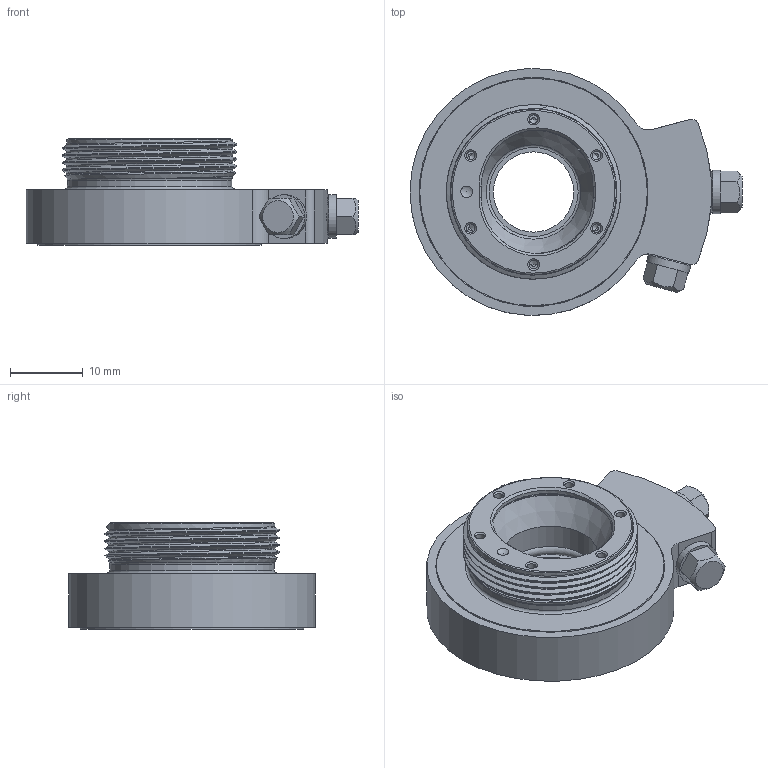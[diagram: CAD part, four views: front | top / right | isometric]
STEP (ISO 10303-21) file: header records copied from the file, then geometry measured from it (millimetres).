
FILE_DESCRIPTION(/* description */ (''),/* implementation_level */ '2;1');
FILE_NAME(/* name */ '371629000.stp',/* time_stamp */ '2022-09-22T16:32:25',/* author */ ('Ratnasingam Jekanthan'),/* organization */ ('REGO-FIX'),/* preprocessor_version */ ' Unknown',/* originating_system */ 'SIEMENS PLM Software Solid Edge ST10',/* authorization */ 'Unknown');
FILE_SCHEMA (('AUTOMOTIVE_DESIGN { 1 0 10303 214 2 1 1}'));
Length unit declared in the file: millimetre
Products named in the file (1): 3716
Bounding box: 45.67 x 33.98 x 14.62 mm (x, y, z)
Volume: 7.5 mm3; surface area: 7056 mm2
Topology: 3 solids, 4 shells, 196 faces, 561 edges, 359 vertices
Faces by surface type: cylinder 57, plane 54, cone 50, torus 29, bspline 4, sphere 2
Full cylindrical faces by diameter (mm): 1.2 x6, 1.8 x3, 2 x2, 4 x2, 4.459 x5, 6 x2, 11.05 x1, 13.05 x2, 15.5 x2, 22.6 x1, 23 x1, 25 x3, 30.75 x1, 31 x1, 31.3 x1, 31.5 x1
Entity records: 8066 total; most frequent: CARTESIAN_POINT 2375, DIRECTION 892, ORIENTED_EDGE 794, AXIS2_PLACEMENT_3D 408, EDGE_CURVE 397, FACE_BOUND 316, EDGE_LOOP 308, VERTEX_POINT 301
